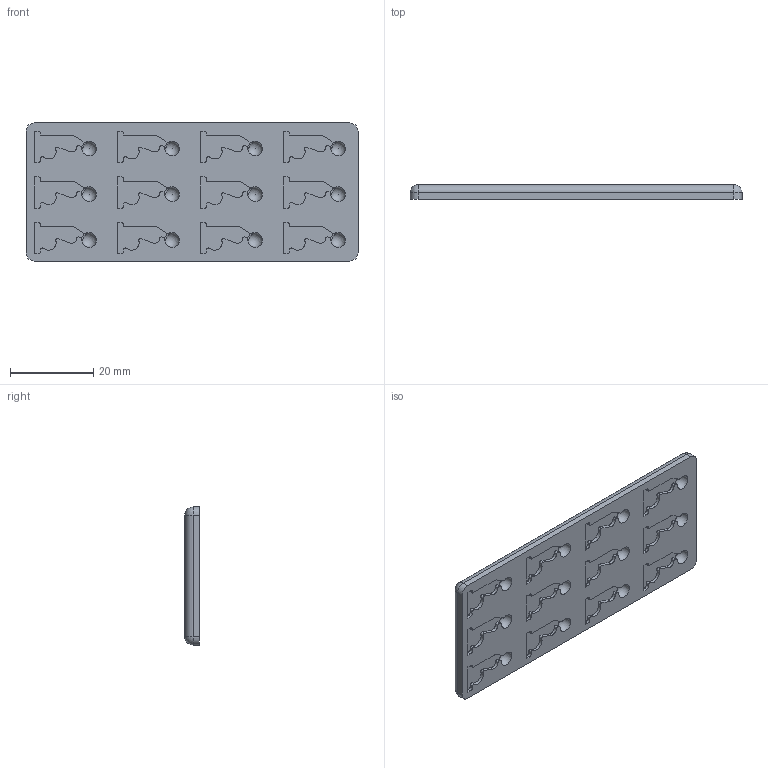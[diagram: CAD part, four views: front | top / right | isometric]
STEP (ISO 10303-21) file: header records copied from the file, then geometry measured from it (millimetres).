
FILE_DESCRIPTION(/* description */ (''),/* implementation_level */ '2;1');
FILE_NAME(/* name */ 'Rail light v9.stp',/* time_stamp */ '2025-09-12T00:19:12+02:00',/* author */ (''),/* organization */ (''),/* preprocessor_version */ 'ST-DEVELOPER v20.1',/* originating_system */ 'Autodesk Translation Framework v14.10.0.0',/* authorisation */ '');
FILE_SCHEMA (('AUTOMOTIVE_DESIGN { 1 0 10303 214 3 1 1 }'));
Length unit declared in the file: millimetre
Products named in the file (1): Rail light
Bounding box: 80 x 3.5 x 33.27 mm (x, y, z)
Volume: 8500.5 mm3; surface area: 6352.9 mm2
Topology: 1 solids, 1 shells, 294 faces, 864 edges, 572 vertices
Faces by surface type: plane 114, bspline 72, cylinder 56, torus 36, sphere 16
Entity records: 12089 total; most frequent: CARTESIAN_POINT 4807, ORIENTED_EDGE 1704, DIRECTION 1266, EDGE_CURVE 852, VERTEX_POINT 572, AXIS2_PLACEMENT_3D 467, LINE 332, VECTOR 332
